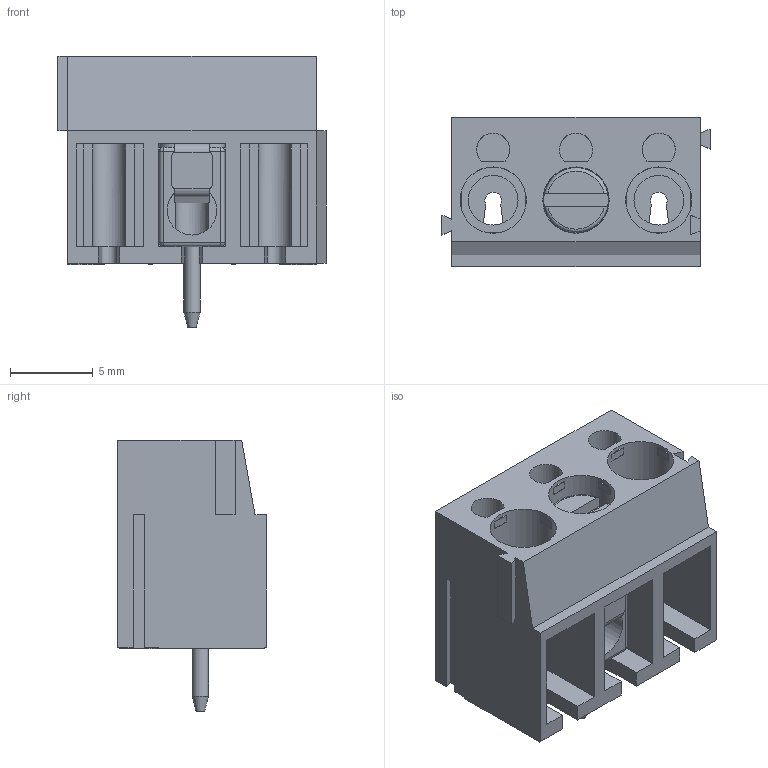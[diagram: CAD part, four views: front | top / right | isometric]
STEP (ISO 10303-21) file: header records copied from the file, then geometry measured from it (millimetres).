
FILE_DESCRIPTION(/* description */ ('Unknown'),/* implementation_level */ '2;1');
FILE_NAME(/* name */ '691101810101',/* time_stamp */ '2021-09-17T09:21:57+02:00',/* author */ ('Unknown'),/* organization */ ('Unknown'),/* preprocessor_version */ 'ST-DEVELOPER v16.7',/* originating_system */ 'Solid Edge',/* authorisation */ 'Unknown');
FILE_SCHEMA (('AUTOMOTIVE_DESIGN {1 0 10303 214 3 1 1}'));
Length unit declared in the file: millimetre
Products named in the file (5): 6911018100xx; 691101710003_Insulator; 6911017100xx_Cage; 6911017100xx_Spring; 6911017100xx_Screw
Assembly tree (4 placements, depth 2):
  6911018100xx
    691101710003_Insulator
    6911017100xx_Cage
    6911017100xx_Spring
    6911017100xx_Screw
Bounding box: 16.2 x 9 x 16.4 mm (x, y, z)
Volume: 933 mm3; surface area: 1903.1 mm2
Topology: 4 solids, 4 shells, 239 faces, 620 edges, 395 vertices
Faces by surface type: plane 172, cylinder 53, sphere 8, cone 3, torus 3
Full cylindrical faces by diameter (mm): 1 x1, 2.2 x1, 2.459 x1, 3 x5, 3.1 x1, 3.9 x1, 4 x3
Entity records: 7443 total; most frequent: CARTESIAN_POINT 1242, DIRECTION 1199, ORIENTED_EDGE 1152, EDGE_CURVE 576, LINE 423, VECTOR 423, AXIS2_PLACEMENT_3D 388, VERTEX_POINT 380
